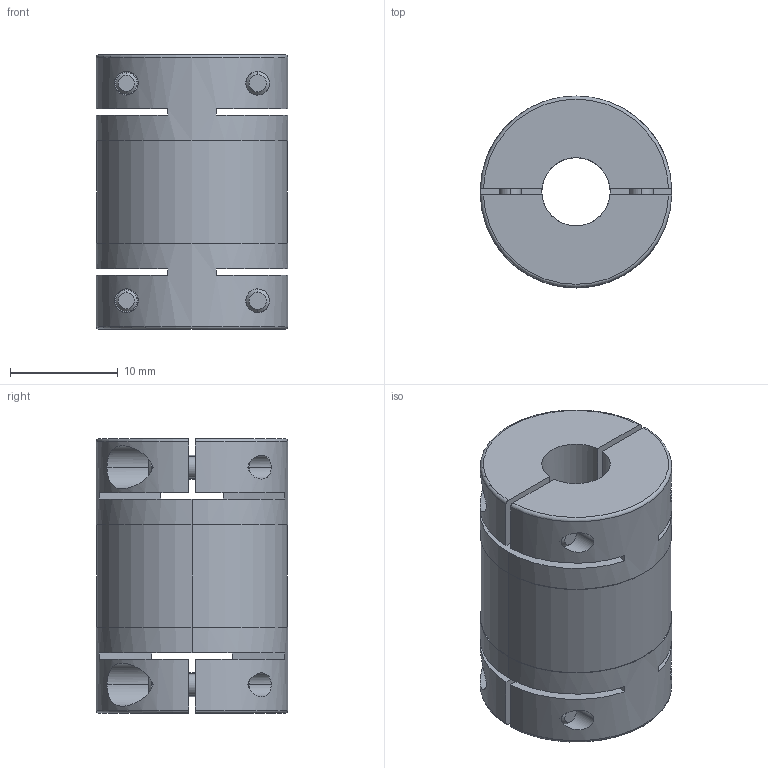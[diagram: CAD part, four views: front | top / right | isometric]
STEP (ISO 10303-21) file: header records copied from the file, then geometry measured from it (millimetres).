
FILE_DESCRIPTION (( 'STEP AP203' ), '1' );
FILE_NAME ('SHR-18C-6.35-8.step', '2021-04-15T12:29:55', ( '' ), ( '' ), 'SwSTEP 2.0', 'SolidWorks 2021', '' );
FILE_SCHEMA (( 'CONFIG_CONTROL_DESIGN' ));
Length unit declared in the file: millimetre
Products named in the file (1): SHR-18C-6.35-8
Bounding box: 17.8 x 17.8 x 25.5 mm (x, y, z)
Volume: 4484.3 mm3; surface area: 3858.2 mm2
Topology: 1 solids, 1 shells, 146 faces, 356 edges, 232 vertices
Faces by surface type: plane 70, cylinder 56, cone 16, torus 4
Entity records: 5291 total; most frequent: CARTESIAN_POINT 1657, DIRECTION 774, ORIENTED_EDGE 712, EDGE_CURVE 356, AXIS2_PLACEMENT_3D 295, VERTEX_POINT 232, VECTOR 184, LINE 184
